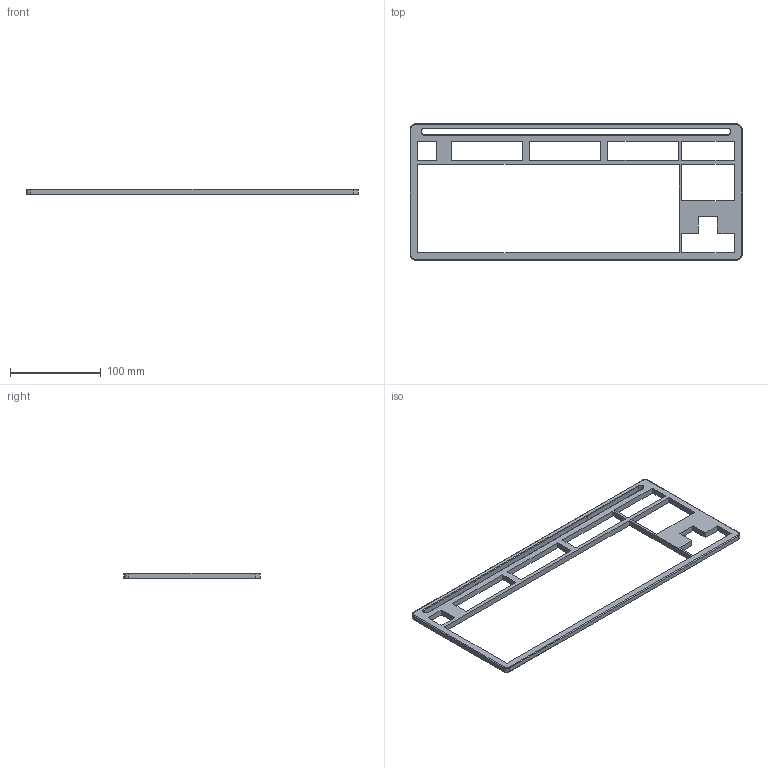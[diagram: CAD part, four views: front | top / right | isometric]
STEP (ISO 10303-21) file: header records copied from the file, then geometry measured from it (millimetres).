
FILE_DESCRIPTION(('HOOPS Exchange Step'),'2;1');
FILE_NAME('temp_export','2024-12-14T23:58:08+01:00',('juanj'),('Shapr3D Limited'),'HOOPS Exchange 2024.6','Shapr3D','Authorized');
FILE_SCHEMA( ('AP242_MANAGED_MODEL_BASED_3D_ENGINEERING_MIM_LF {1 0 10303 442 1 1 4 }') );
Length unit declared in the file: millimetre
Products named in the file (1): Top
Bounding box: 365.66 x 149.82 x 6.6 mm (x, y, z)
Volume: 90415.7 mm3; surface area: 51562 mm2
Topology: 1 solids, 1 shells, 136 faces, 367 edges, 244 vertices
Faces by surface type: cylinder 59, plane 57, bspline 16, torus 4
Full cylindrical faces by diameter (mm): 3.75 x11
Entity records: 5015 total; most frequent: CARTESIAN_POINT 1485, ORIENTED_EDGE 734, DIRECTION 731, EDGE_CURVE 367, AXIS2_PLACEMENT_3D 266, VERTEX_POINT 244, VECTOR 199, LINE 199
